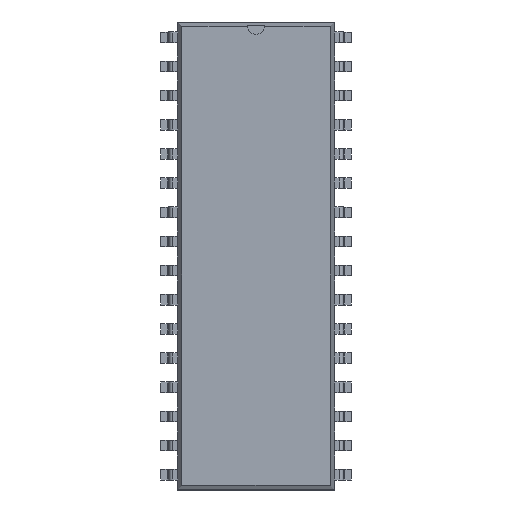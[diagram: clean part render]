
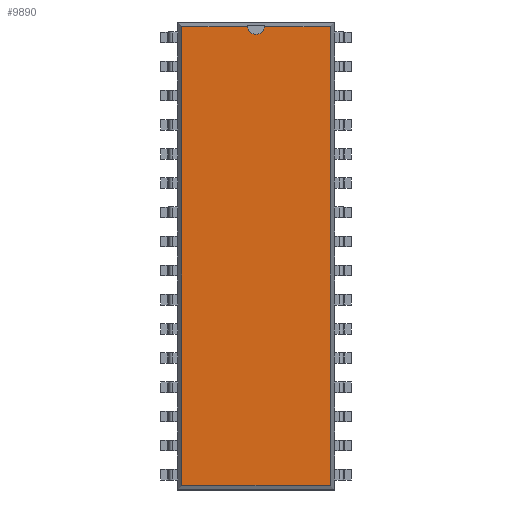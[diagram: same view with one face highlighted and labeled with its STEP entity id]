
A CAD part, top view. The second image highlights one B-rep face of the part: STEP entity #9890.
In plain terms, the highlighted planar face has unit normal (0, 0, 1).
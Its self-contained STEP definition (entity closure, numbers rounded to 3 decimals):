
#27=VECTOR('',#28,1.);
#28=DIRECTION('',(0.,1.,0.));
#34=VECTOR('',#35,1.);
#35=DIRECTION('',(-1.,0.,0.));
#41=VECTOR('',#42,1.);
#42=DIRECTION('',(0.,-1.,0.));
#46=VECTOR('',#47,1.);
#47=DIRECTION('',(1.,0.,0.));
#50=DIRECTION('',(0.,0.,-1.));
#1789=DIRECTION('',(0.,0.,-1.));
#6630=VERTEX_POINT('',#6631);
#6631=CARTESIAN_POINT('',(6.471,19.981,3.68));
#6633=ORIENTED_EDGE('',*,*,#6634,.F.);
#6634=EDGE_CURVE('',#6635,#6630,#6637,.T.);
#6635=VERTEX_POINT('',#6636);
#6636=CARTESIAN_POINT('',(6.471,-19.981,3.68));
#6637=LINE('',#6636,#27);
#8216=VERTEX_POINT('',#8217);
#8217=CARTESIAN_POINT('',(-6.471,19.981,3.68));
#8219=ORIENTED_EDGE('',*,*,#8220,.F.);
#8220=EDGE_CURVE('',#8221,#8216,#8223,.T.);
#8221=VERTEX_POINT('',#8222);
#8222=CARTESIAN_POINT('',(-0.746,19.981,3.68));
#8223=LINE('',#6631,#34);
#8242=VERTEX_POINT('',#8243);
#8243=CARTESIAN_POINT('',(0.746,19.981,3.68));
#8249=ORIENTED_EDGE('',*,*,#8250,.F.);
#8250=EDGE_CURVE('',#6630,#8242,#8223,.T.);
#8306=VERTEX_POINT('',#8307);
#8307=CARTESIAN_POINT('',(-6.471,-19.981,3.68));
#8309=ORIENTED_EDGE('',*,*,#8310,.F.);
#8310=EDGE_CURVE('',#8216,#8306,#8311,.T.);
#8311=LINE('',#8217,#41);
#9885=ORIENTED_EDGE('',*,*,#9886,.F.);
#9886=EDGE_CURVE('',#8306,#6635,#9887,.T.);
#9887=LINE('',#8307,#46);
#9890=ADVANCED_FACE('',(#9891),#9902,.F.);
#9891=FACE_BOUND('',#9892,.F.);
#9892=EDGE_LOOP('',(#6633,#9885,#8309,#8219,#9893,#9900,#8249));
#9893=ORIENTED_EDGE('',*,*,#9894,.F.);
#9894=EDGE_CURVE('',#9895,#8221,#9897,.T.);
#9895=VERTEX_POINT('',#9896);
#9896=CARTESIAN_POINT('',(0.,19.306,3.68));
#9897=CIRCLE('',#9898,0.75);
#9898=AXIS2_PLACEMENT_3D('',#9899,#1789,#42);
#9899=CARTESIAN_POINT('',(0.,20.056,3.68));
#9900=ORIENTED_EDGE('',*,*,#9901,.F.);
#9901=EDGE_CURVE('',#8242,#9895,#9897,.T.);
#9902=PLANE('',#9903);
#9903=AXIS2_PLACEMENT_3D('',#6636,#50,#9904);
#9904=DIRECTION('',(-0.308,0.951,0.));
